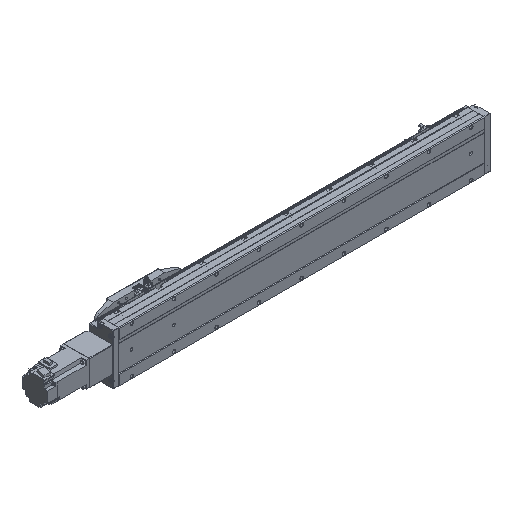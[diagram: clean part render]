
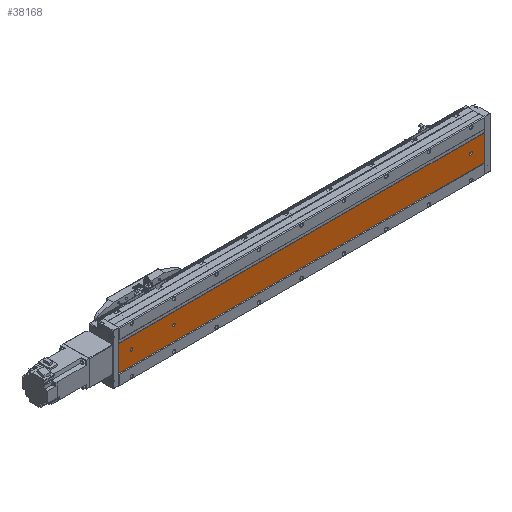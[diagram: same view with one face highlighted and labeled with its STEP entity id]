
A CAD part, isometric view. The second image highlights one B-rep face of the part: STEP entity #38168.
In plain terms, the highlighted planar face has unit normal (0, -1, 0).
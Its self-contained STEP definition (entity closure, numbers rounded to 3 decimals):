
#54 = CIRCLE ( 'NONE', #22691, 3. ) ;
#539 = CIRCLE ( 'NONE', #23165, 3. ) ;
#1339 = CARTESIAN_POINT ( 'NONE',  ( 0., 1., 26.542 ) ) ;
#1805 = EDGE_CURVE ( 'NONE', #27450, #2026, #21118, .T. ) ;
#2026 = VERTEX_POINT ( 'NONE', #26928 ) ;
#3717 = DIRECTION ( 'NONE',  ( 0., 0., 1. ) ) ;
#4295 = ORIENTED_EDGE ( 'NONE', *, *, #40976, .T. ) ;
#4812 = DIRECTION ( 'NONE',  ( 0., -1., 0. ) ) ;
#4967 = AXIS2_PLACEMENT_3D ( 'NONE', #37168, #26203, #40362 ) ;
#7281 = CARTESIAN_POINT ( 'NONE',  ( 831., 1., -3. ) ) ;
#7553 = EDGE_CURVE ( 'NONE', #28065, #12047, #21450, .T. ) ;
#7723 = ORIENTED_EDGE ( 'NONE', *, *, #12624, .F. ) ;
#8099 = DIRECTION ( 'NONE',  ( 1., 0., 0. ) ) ;
#8440 = LINE ( 'NONE', #8668, #9259 ) ;
#8668 = CARTESIAN_POINT ( 'NONE',  ( 861., 1., 3. ) ) ;
#8970 = ORIENTED_EDGE ( 'NONE', *, *, #7553, .F. ) ;
#9023 = VERTEX_POINT ( 'NONE', #28338 ) ;
#9259 = VECTOR ( 'NONE', #15529, 1000. ) ;
#9269 = FACE_BOUND ( 'NONE', #23894, .T. ) ;
#9629 = ORIENTED_EDGE ( 'NONE', *, *, #32313, .F. ) ;
#10026 = AXIS2_PLACEMENT_3D ( 'NONE', #35015, #11235, #39119 ) ;
#11012 = VERTEX_POINT ( 'NONE', #39625 ) ;
#11202 = DIRECTION ( 'NONE',  ( 0., 0., 1. ) ) ;
#11235 = DIRECTION ( 'NONE',  ( 0., -1., 0. ) ) ;
#11397 = DIRECTION ( 'NONE',  ( 0., 0., -1. ) ) ;
#11457 = LINE ( 'NONE', #18563, #42366 ) ;
#11798 = EDGE_CURVE ( 'NONE', #9023, #22443, #35184, .T. ) ;
#12047 = VERTEX_POINT ( 'NONE', #13644 ) ;
#12624 = EDGE_CURVE ( 'NONE', #22443, #16950, #11457, .T. ) ;
#13106 = VERTEX_POINT ( 'NONE', #1339 ) ;
#13644 = CARTESIAN_POINT ( 'NONE',  ( 130., 1., -3. ) ) ;
#14086 = EDGE_CURVE ( 'NONE', #26115, #27450, #42599, .T. ) ;
#14542 = EDGE_CURVE ( 'NONE', #2026, #11012, #8440, .T. ) ;
#14773 = EDGE_LOOP ( 'NONE', ( #4295, #7723, #24645, #25632 ) ) ;
#15092 = EDGE_CURVE ( 'NONE', #12047, #28065, #539, .T. ) ;
#15529 = DIRECTION ( 'NONE',  ( -1., 0., 0. ) ) ;
#15627 = AXIS2_PLACEMENT_3D ( 'NONE', #35887, #4812, #11202 ) ;
#16006 = ORIENTED_EDGE ( 'NONE', *, *, #15092, .F. ) ;
#16280 = VECTOR ( 'NONE', #36197, 1000. ) ;
#16950 = VERTEX_POINT ( 'NONE', #44156 ) ;
#18563 = CARTESIAN_POINT ( 'NONE',  ( 861., 1., -34. ) ) ;
#18731 = CARTESIAN_POINT ( 'NONE',  ( 861., 1., 26.542 ) ) ;
#18786 = CIRCLE ( 'NONE', #10026, 3. ) ;
#18950 = ORIENTED_EDGE ( 'NONE', *, *, #14086, .F. ) ;
#20226 = DIRECTION ( 'NONE',  ( 0., -1., 0. ) ) ;
#20460 = CARTESIAN_POINT ( 'NONE',  ( 861., 1., -34. ) ) ;
#20684 = DIRECTION ( 'NONE',  ( 0., 0., 1. ) ) ;
#20911 = DIRECTION ( 'NONE',  ( 0., -1., 0. ) ) ;
#21118 = CIRCLE ( 'NONE', #34984, 3. ) ;
#21450 = CIRCLE ( 'NONE', #15627, 3. ) ;
#22443 = VERTEX_POINT ( 'NONE', #20460 ) ;
#22626 = VECTOR ( 'NONE', #11397, 1000. ) ;
#22691 = AXIS2_PLACEMENT_3D ( 'NONE', #41034, #20226, #20684 ) ;
#23165 = AXIS2_PLACEMENT_3D ( 'NONE', #41941, #20911, #31411 ) ;
#23784 = EDGE_LOOP ( 'NONE', ( #32661, #37436 ) ) ;
#23894 = EDGE_LOOP ( 'NONE', ( #16006, #8970 ) ) ;
#24044 = EDGE_CURVE ( 'NONE', #9023, #13106, #45074, .T. ) ;
#24223 = EDGE_CURVE ( 'NONE', #25961, #29317, #18786, .T. ) ;
#24645 = ORIENTED_EDGE ( 'NONE', *, *, #11798, .F. ) ;
#25349 = EDGE_CURVE ( 'NONE', #29317, #25961, #39291, .T. ) ;
#25400 = DIRECTION ( 'NONE',  ( -1., 0., 0. ) ) ;
#25632 = ORIENTED_EDGE ( 'NONE', *, *, #24044, .T. ) ;
#25912 = LINE ( 'NONE', #29549, #16280 ) ;
#25961 = VERTEX_POINT ( 'NONE', #41109 ) ;
#26115 = VERTEX_POINT ( 'NONE', #27821 ) ;
#26203 = DIRECTION ( 'NONE',  ( 0., 1., 0. ) ) ;
#26229 = CARTESIAN_POINT ( 'NONE',  ( 30., 1., 3. ) ) ;
#26928 = CARTESIAN_POINT ( 'NONE',  ( 831., 1., 3. ) ) ;
#27450 = VERTEX_POINT ( 'NONE', #7281 ) ;
#27697 = CARTESIAN_POINT ( 'NONE',  ( 861., 1., 26.542 ) ) ;
#27821 = CARTESIAN_POINT ( 'NONE',  ( 829., 1., -3. ) ) ;
#28065 = VERTEX_POINT ( 'NONE', #32112 ) ;
#28126 = CARTESIAN_POINT ( 'NONE',  ( 831., 1., 0. ) ) ;
#28338 = CARTESIAN_POINT ( 'NONE',  ( 861., 1., 26.542 ) ) ;
#28577 = DIRECTION ( 'NONE',  ( 0., -1., 0. ) ) ;
#29317 = VERTEX_POINT ( 'NONE', #26229 ) ;
#29549 = CARTESIAN_POINT ( 'NONE',  ( 0., 1., 26.542 ) ) ;
#29692 = VECTOR ( 'NONE', #38447, 1000. ) ;
#30067 = VECTOR ( 'NONE', #8099, 1000. ) ;
#30514 = FACE_OUTER_BOUND ( 'NONE', #14773, .T. ) ;
#31411 = DIRECTION ( 'NONE',  ( 0., 0., 1. ) ) ;
#32112 = CARTESIAN_POINT ( 'NONE',  ( 130., 1., 3. ) ) ;
#32313 = EDGE_CURVE ( 'NONE', #11012, #26115, #54, .T. ) ;
#32661 = ORIENTED_EDGE ( 'NONE', *, *, #24223, .F. ) ;
#34984 = AXIS2_PLACEMENT_3D ( 'NONE', #28126, #28577, #42526 ) ;
#35015 = CARTESIAN_POINT ( 'NONE',  ( 30., 1., 0. ) ) ;
#35184 = LINE ( 'NONE', #18731, #22626 ) ;
#35752 = CARTESIAN_POINT ( 'NONE',  ( 861., 1., -3. ) ) ;
#35887 = CARTESIAN_POINT ( 'NONE',  ( 130., 1., 0. ) ) ;
#36197 = DIRECTION ( 'NONE',  ( 0., 0., -1. ) ) ;
#37168 = CARTESIAN_POINT ( 'NONE',  ( 861., 1., 26.542 ) ) ;
#37436 = ORIENTED_EDGE ( 'NONE', *, *, #25349, .F. ) ;
#37795 = ORIENTED_EDGE ( 'NONE', *, *, #1805, .F. ) ;
#38168 = ADVANCED_FACE ( 'NONE', ( #30514, #43567, #9269, #43798 ), #44472, .F. ) ;
#38447 = DIRECTION ( 'NONE',  ( -1., 0., 0. ) ) ;
#38453 = CARTESIAN_POINT ( 'NONE',  ( 30., 1., 0. ) ) ;
#39119 = DIRECTION ( 'NONE',  ( 0., 0., 1. ) ) ;
#39291 = CIRCLE ( 'NONE', #40019, 3. ) ;
#39486 = EDGE_LOOP ( 'NONE', ( #18950, #9629, #43807, #37795 ) ) ;
#39625 = CARTESIAN_POINT ( 'NONE',  ( 829., 1., 3. ) ) ;
#40019 = AXIS2_PLACEMENT_3D ( 'NONE', #38453, #41883, #3717 ) ;
#40362 = DIRECTION ( 'NONE',  ( 1., 0., 0. ) ) ;
#40976 = EDGE_CURVE ( 'NONE', #13106, #16950, #25912, .T. ) ;
#41034 = CARTESIAN_POINT ( 'NONE',  ( 829., 1., 0. ) ) ;
#41109 = CARTESIAN_POINT ( 'NONE',  ( 30., 1., -3. ) ) ;
#41883 = DIRECTION ( 'NONE',  ( 0., -1., 0. ) ) ;
#41941 = CARTESIAN_POINT ( 'NONE',  ( 130., 1., 0. ) ) ;
#42366 = VECTOR ( 'NONE', #25400, 1000. ) ;
#42526 = DIRECTION ( 'NONE',  ( 0., 0., 1. ) ) ;
#42599 = LINE ( 'NONE', #35752, #30067 ) ;
#43567 = FACE_BOUND ( 'NONE', #23784, .T. ) ;
#43798 = FACE_BOUND ( 'NONE', #39486, .T. ) ;
#43807 = ORIENTED_EDGE ( 'NONE', *, *, #14542, .F. ) ;
#44156 = CARTESIAN_POINT ( 'NONE',  ( 0., 1., -34. ) ) ;
#44472 = PLANE ( 'NONE',  #4967 ) ;
#45074 = LINE ( 'NONE', #27697, #29692 ) ;
